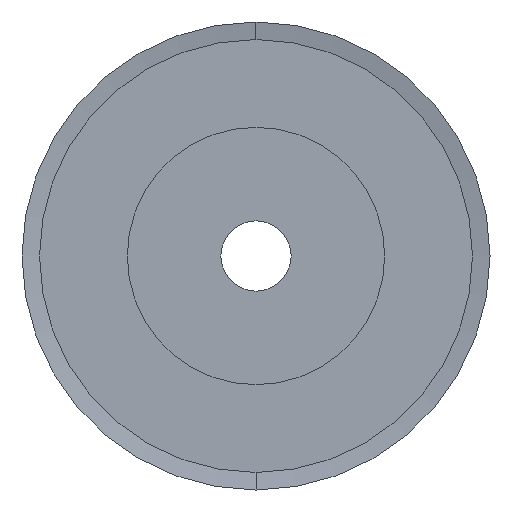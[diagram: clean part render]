
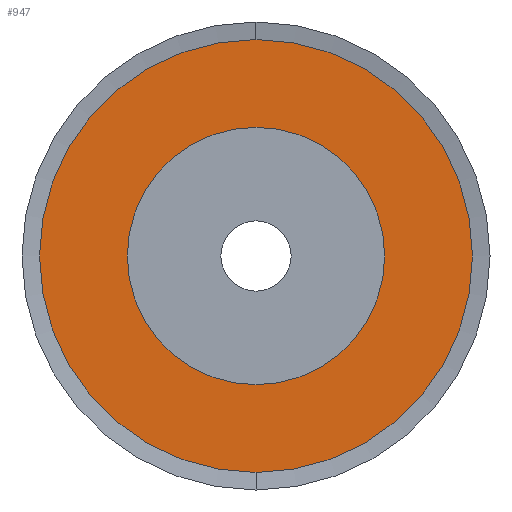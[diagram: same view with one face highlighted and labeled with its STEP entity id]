
A CAD part, left-side view. The second image highlights one B-rep face of the part: STEP entity #947.
In plain terms, the highlighted planar face has unit normal (-1, 0, 0).
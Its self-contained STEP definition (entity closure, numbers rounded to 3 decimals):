
#947=ADVANCED_FACE('',(#1897,#1898),#1899,.T.);
#1897=FACE_OUTER_BOUND('',#2847,.T.);
#1898=FACE_BOUND('',#2848,.T.);
#1899=PLANE('',#2849);
#2847=EDGE_LOOP('',(#5885,#5886));
#2848=EDGE_LOOP('',(#5887,#5888));
#2849=AXIS2_PLACEMENT_3D('',#5889,#5890,#5891);
#5885=ORIENTED_EDGE('',*,*,#7152,.F.);
#5886=ORIENTED_EDGE('',*,*,#5960,.F.);
#5887=ORIENTED_EDGE('',*,*,#7153,.F.);
#5888=ORIENTED_EDGE('',*,*,#5950,.F.);
#5889=CARTESIAN_POINT('',(-4.75,0.0,-14.75));
#5890=DIRECTION('',(-1.0,0.0,0.0));
#5891=DIRECTION('',(0.0,0.0,1.0));
#5950=EDGE_CURVE('',#7179,#7175,#7181,.T.);
#5960=EDGE_CURVE('',#7195,#7192,#7197,.T.);
#7152=EDGE_CURVE('',#7192,#7195,#8979,.T.);
#7153=EDGE_CURVE('',#7175,#7179,#8980,.T.);
#7175=VERTEX_POINT('',#9004);
#7179=VERTEX_POINT('',#9009);
#7181=CIRCLE('',#9012,11.0);
#7192=VERTEX_POINT('',#9025);
#7195=VERTEX_POINT('',#9029);
#7197=CIRCLE('',#9032,18.5);
#8979=CIRCLE('',#11256,18.5);
#8980=CIRCLE('',#11257,11.0);
#9004=CARTESIAN_POINT('',(-4.75,0.0,-11.0));
#9009=CARTESIAN_POINT('',(-4.75,0.,11.0));
#9012=AXIS2_PLACEMENT_3D('',#11281,#11282,#11283);
#9025=CARTESIAN_POINT('',(-4.75,0.0,-18.5));
#9029=CARTESIAN_POINT('',(-4.75,0.,18.5));
#9032=AXIS2_PLACEMENT_3D('',#11297,#11298,#11299);
#11256=AXIS2_PLACEMENT_3D('',#13083,#13084,#13085);
#11257=AXIS2_PLACEMENT_3D('',#13086,#13087,#13088);
#11281=CARTESIAN_POINT('',(-4.75,0.0,0.0));
#11282=DIRECTION('',(-1.0,0.0,0.0));
#11283=DIRECTION('',(0.0,0.0,-1.0));
#11297=CARTESIAN_POINT('',(-4.75,0.0,0.0));
#11298=DIRECTION('',(1.0,0.0,0.0));
#11299=DIRECTION('',(0.0,0.0,-1.0));
#13083=CARTESIAN_POINT('',(-4.75,0.0,0.0));
#13084=DIRECTION('',(1.0,0.0,0.0));
#13085=DIRECTION('',(0.0,0.0,-1.0));
#13086=CARTESIAN_POINT('',(-4.75,0.0,0.0));
#13087=DIRECTION('',(-1.0,0.0,0.0));
#13088=DIRECTION('',(0.0,0.0,-1.0));
